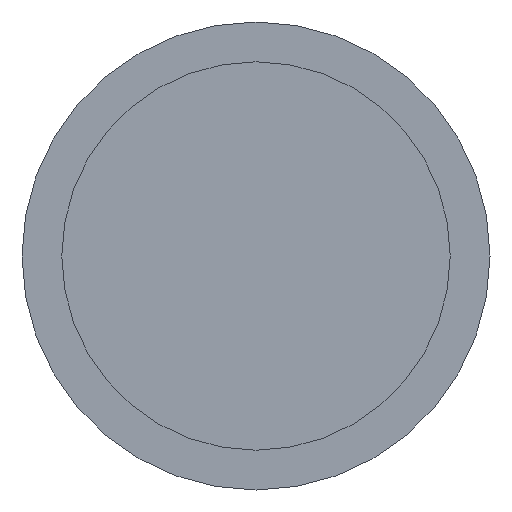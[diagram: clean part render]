
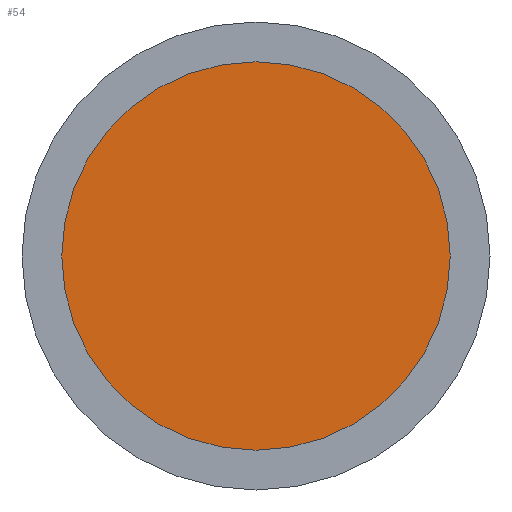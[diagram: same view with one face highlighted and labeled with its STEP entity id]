
A CAD part, front view. The second image highlights one B-rep face of the part: STEP entity #54.
In plain terms, the highlighted planar face has unit normal (0, -1, 0).
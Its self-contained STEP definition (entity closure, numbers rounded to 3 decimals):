
#54 = ADVANCED_FACE( '', ( #123 ), #124, .F. );
#123 = FACE_OUTER_BOUND( '', #210, .T. );
#124 = PLANE( '', #211 );
#210 = EDGE_LOOP( '', ( #333 ) );
#211 = AXIS2_PLACEMENT_3D( '', #334, #335, #336 );
#333 = ORIENTED_EDGE( '', *, *, #470, .T. );
#334 = CARTESIAN_POINT( '', ( 20.75, 3., 0. ) );
#335 = DIRECTION( '', ( 0., 1., 0. ) );
#336 = DIRECTION( '', ( 0., 0., 1. ) );
#470 = EDGE_CURVE( '', #532, #532, #533, .T. );
#532 = VERTEX_POINT( '', #612 );
#533 = CIRCLE( '', #613, 20.75 );
#612 = CARTESIAN_POINT( '', ( 0., 3., -20.75 ) );
#613 = AXIS2_PLACEMENT_3D( '', #713, #714, #715 );
#713 = CARTESIAN_POINT( '', ( 0., 3., 0. ) );
#714 = DIRECTION( '', ( 0., -1., 0. ) );
#715 = DIRECTION( '', ( 0., 0., -1. ) );
